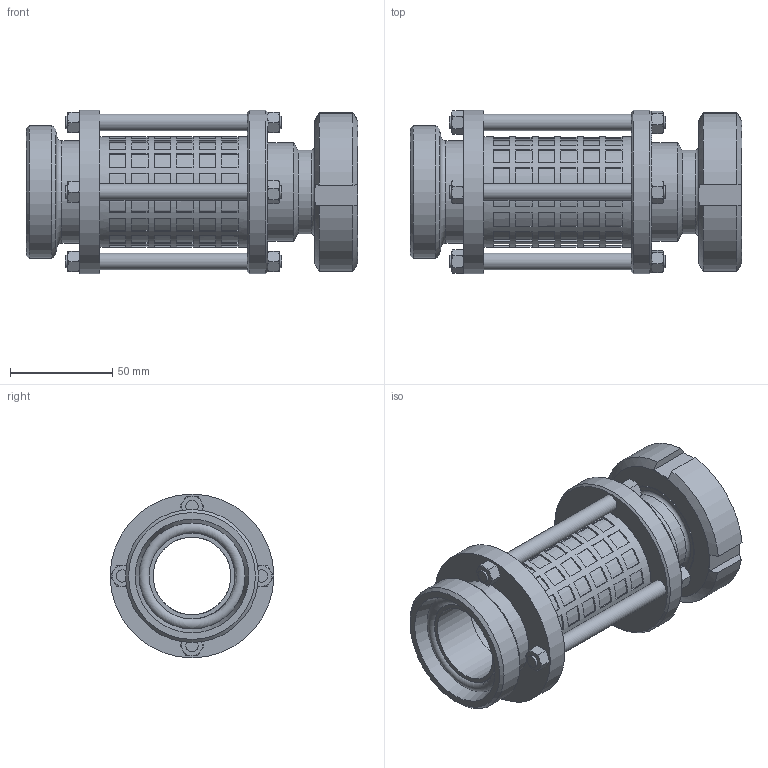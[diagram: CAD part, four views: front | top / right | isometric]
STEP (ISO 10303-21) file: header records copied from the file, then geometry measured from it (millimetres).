
FILE_DESCRIPTION(/* description */ (''),/* implementation_level */ '2;1');
FILE_NAME(/* name */ '51050040000.stp',/* time_stamp */ '2016-03-15T13:24:02+01:00',/* author */ ('Struska'),/* organization */ ('BUPOSPOL'),/* preprocessor_version */ 'ST-DEVELOPER v15.6',/* originating_system */ 'Autodesk Inventor 2015',/* authorisation */ '');
FILE_SCHEMA (('CONFIG_CONTROL_DESIGN'));
Length unit declared in the file: millimetre
Products named in the file (1): 51050040000
Bounding box: 162 x 80 x 80 mm (x, y, z)
Volume: 241880.1 mm3; surface area: 107986.8 mm2
Topology: 1 solids, 9 shells, 643 faces, 1714 edges, 1107 vertices
Faces by surface type: plane 472, cone 115, cylinder 53, torus 3
Full cylindrical faces by diameter (mm): 6 x16, 6.2 x8, 8 x4, 38 x2, 40 x1, 41 x1, 42 x1, 48 x2, 49 x1, 50 x2, 52.4 x1, 54 x1, 55 x2, 55.5 x2, 61.19 x1, 65 x2, 80 x2
Entity records: 20142 total; most frequent: CARTESIAN_POINT 3754, DIRECTION 3250, ORIENTED_EDGE 3194, EDGE_CURVE 1597, AXIS2_PLACEMENT_3D 1233, VERTEX_POINT 1065, EDGE_LOOP 942, LINE 784
